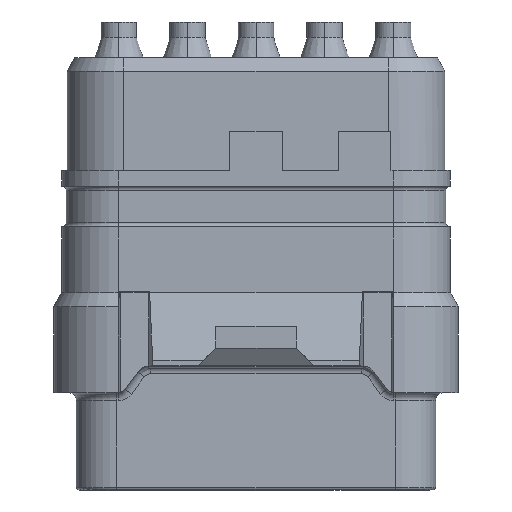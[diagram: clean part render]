
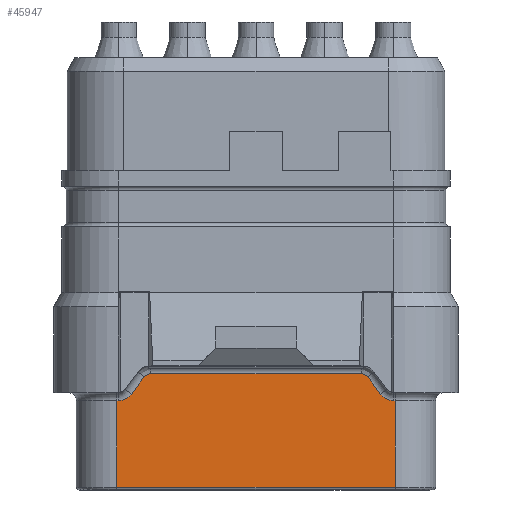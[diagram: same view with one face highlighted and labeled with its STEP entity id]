
A CAD part, front view. The second image highlights one B-rep face of the part: STEP entity #45947.
In plain terms, the highlighted planar face has unit normal (0, -1, 0).
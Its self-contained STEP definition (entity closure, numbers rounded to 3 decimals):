
#1191=DIRECTION('',(-0.6,0.,-0.8));
#1192=VECTOR('',#1191,0.8);
#1193=CARTESIAN_POINT('',(-4.14,-5.81,-7.65));
#1194=LINE('',#1193,#1192);
#1200=CARTESIAN_POINT('',(-3.9,-5.81,-7.83));
#1201=DIRECTION('',(0.,-1.,0.));
#1202=DIRECTION('',(0.,0.,1.));
#1203=AXIS2_PLACEMENT_3D('',#1200,#1201,#1202);
#1272=CARTESIAN_POINT('',(3.9,-5.81,-7.83));
#1273=DIRECTION('',(0.,-1.,0.));
#1274=DIRECTION('',(0.8,0.,0.6));
#1275=AXIS2_PLACEMENT_3D('',#1272,#1273,#1274);
#1338=DIRECTION('',(-1.,0.,0.));
#1339=VECTOR('',#1338,7.8);
#1340=CARTESIAN_POINT('',(3.9,-5.81,-7.53));
#1341=LINE('',#1340,#1339);
#1342=DIRECTION('',(0.,0.,-1.));
#1343=VECTOR('',#1342,3.21);
#1344=CARTESIAN_POINT('',(5.16,-5.81,-8.53));
#1345=LINE('',#1344,#1343);
#1351=DIRECTION('',(-1.,0.,0.));
#1352=VECTOR('',#1351,0.06);
#1353=CARTESIAN_POINT('',(-5.1,-5.81,-8.53));
#1354=LINE('',#1353,#1352);
#1407=DIRECTION('',(0.,0.,-1.));
#1408=VECTOR('',#1407,3.21);
#1409=CARTESIAN_POINT('',(-5.16,-5.81,-8.53));
#1410=LINE('',#1409,#1408);
#3487=DIRECTION('',(-1.,0.,0.));
#3488=VECTOR('',#3487,10.32);
#3489=CARTESIAN_POINT('',(5.16,-5.81,-11.74));
#3490=LINE('',#3489,#3488);
#3965=DIRECTION('',(-1.,0.,0.));
#3966=VECTOR('',#3965,0.06);
#3967=CARTESIAN_POINT('',(5.16,-5.81,-8.53));
#3968=LINE('',#3967,#3966);
#3974=CARTESIAN_POINT('',(5.1,-5.81,-7.93));
#3975=DIRECTION('',(0.,1.,0.));
#3976=DIRECTION('',(0.,0.,-1.));
#3977=AXIS2_PLACEMENT_3D('',#3974,#3975,#3976);
#3993=DIRECTION('',(-0.6,0.,0.8));
#3994=VECTOR('',#3993,0.8);
#3995=CARTESIAN_POINT('',(4.62,-5.81,-8.29));
#3996=LINE('',#3995,#3994);
#18336=CARTESIAN_POINT('',(-5.1,-5.81,-7.93));
#18337=DIRECTION('',(0.,1.,0.));
#18338=DIRECTION('',(0.8,0.,-0.6));
#18339=AXIS2_PLACEMENT_3D('',#18336,#18337,#18338);
#36520=CARTESIAN_POINT('',(5.16,-5.81,-11.74));
#36521=VERTEX_POINT('',#36520);
#36524=CARTESIAN_POINT('',(-5.16,-5.81,-11.74));
#36525=VERTEX_POINT('',#36524);
#36602=CARTESIAN_POINT('',(-5.16,-5.81,-8.53));
#36603=VERTEX_POINT('',#36602);
#36604=CARTESIAN_POINT('',(-5.1,-5.81,-8.53));
#36605=VERTEX_POINT('',#36604);
#36606=CARTESIAN_POINT('',(-4.62,-5.81,-8.29));
#36607=VERTEX_POINT('',#36606);
#36612=CARTESIAN_POINT('',(-4.14,-5.81,-7.65));
#36613=VERTEX_POINT('',#36612);
#36614=CARTESIAN_POINT('',(-3.9,-5.81,-7.53));
#36615=VERTEX_POINT('',#36614);
#36616=CARTESIAN_POINT('',(3.9,-5.81,-7.53));
#36617=VERTEX_POINT('',#36616);
#36618=CARTESIAN_POINT('',(4.14,-5.81,-7.65));
#36619=VERTEX_POINT('',#36618);
#36624=CARTESIAN_POINT('',(4.62,-5.81,-8.29));
#36625=VERTEX_POINT('',#36624);
#36626=CARTESIAN_POINT('',(5.1,-5.81,-8.53));
#36627=VERTEX_POINT('',#36626);
#36628=CARTESIAN_POINT('',(5.16,-5.81,-8.53));
#36629=VERTEX_POINT('',#36628);
#45920=CARTESIAN_POINT('',(5.16,-5.81,-8.23));
#45921=DIRECTION('',(0.,-1.,0.));
#45922=DIRECTION('',(-1.,0.,0.));
#45923=AXIS2_PLACEMENT_3D('',#45920,#45921,#45922);
#45924=PLANE('',#45923);
#45926=ORIENTED_EDGE('',*,*,#45925,.F.);
#45928=ORIENTED_EDGE('',*,*,#45927,.F.);
#45929=ORIENTED_EDGE('',*,*,#45726,.F.);
#45930=ORIENTED_EDGE('',*,*,#45756,.F.);
#45931=ORIENTED_EDGE('',*,*,#45914,.F.);
#45932=ORIENTED_EDGE('',*,*,#45841,.F.);
#45934=ORIENTED_EDGE('',*,*,#45933,.F.);
#45936=ORIENTED_EDGE('',*,*,#45935,.F.);
#45938=ORIENTED_EDGE('',*,*,#45937,.F.);
#45940=ORIENTED_EDGE('',*,*,#45939,.T.);
#45942=ORIENTED_EDGE('',*,*,#45941,.T.);
#45944=ORIENTED_EDGE('',*,*,#45943,.F.);
#45945=EDGE_LOOP('',(#45926,#45928,#45929,#45930,#45931,#45932,#45934,#45936,
#45938,#45940,#45942,#45944));
#45946=FACE_OUTER_BOUND('',#45945,.F.);
#45947=ADVANCED_FACE('',(#45946),#45924,.T.);
#1204=CIRCLE('',#1203,0.3);
#1276=CIRCLE('',#1275,0.3);
#3978=CIRCLE('',#3977,0.6);
#18340=CIRCLE('',#18339,0.6);
#45726=EDGE_CURVE('',#36613,#36607,#1194,.T.);
#45756=EDGE_CURVE('',#36615,#36613,#1204,.T.);
#45841=EDGE_CURVE('',#36619,#36617,#1276,.T.);
#45914=EDGE_CURVE('',#36617,#36615,#1341,.T.);
#45925=EDGE_CURVE('',#36605,#36603,#1354,.T.);
#45927=EDGE_CURVE('',#36607,#36605,#18340,.T.);
#45933=EDGE_CURVE('',#36625,#36619,#3996,.T.);
#45935=EDGE_CURVE('',#36627,#36625,#3978,.T.);
#45937=EDGE_CURVE('',#36629,#36627,#3968,.T.);
#45939=EDGE_CURVE('',#36629,#36521,#1345,.T.);
#45941=EDGE_CURVE('',#36521,#36525,#3490,.T.);
#45943=EDGE_CURVE('',#36603,#36525,#1410,.T.);
